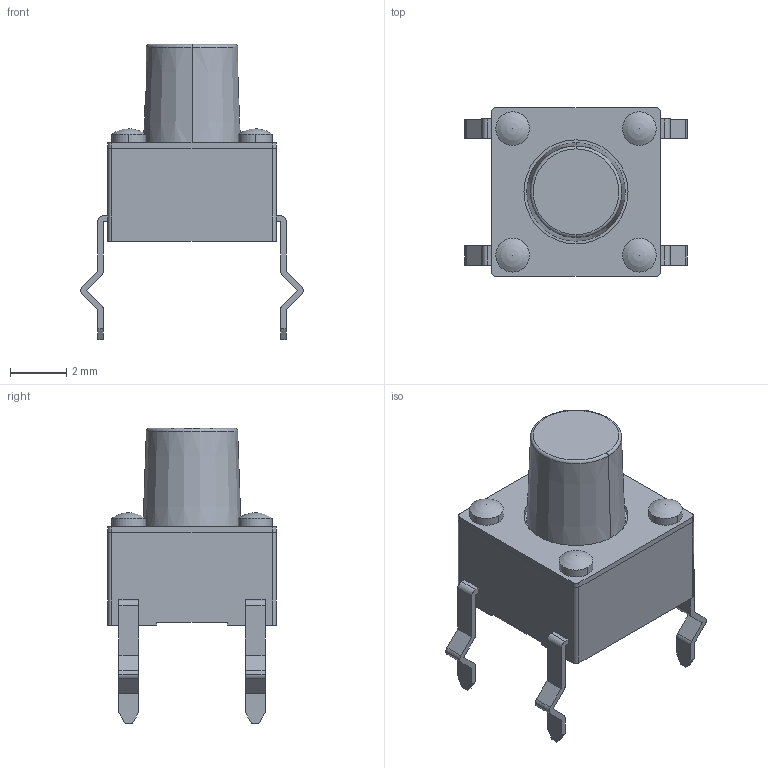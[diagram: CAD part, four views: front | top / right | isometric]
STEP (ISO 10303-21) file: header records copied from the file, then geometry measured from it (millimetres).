
FILE_DESCRIPTION(('FreeCAD Model'),'2;1');
FILE_NAME('Open CASCADE Shape Model','2025-02-12T14:20:32',( 'kicad StepUp'),('ksu MCAD'),'Open CASCADE STEP processor 7.6', 'FreeCAD','Unknown');
FILE_SCHEMA(('AUTOMOTIVE_DESIGN { 1 0 10303 214 1 1 1 1 }'));
Length unit declared in the file: millimetre
Products named in the file (1): CUI_DEVICES_TS02_66_70_BK_160_LCR_D006_cp007_cp001
Bounding box: 7.9 x 6 x 10.5 mm (x, y, z)
Volume: 159.8 mm3; surface area: 284 mm2
Topology: 6 solids, 6 shells, 135 faces, 364 edges, 242 vertices
Faces by surface type: plane 81, cylinder 46, sphere 4, cone 2, torus 2
Entity records: 5259 total; most frequent: CARTESIAN_POINT 754, DIRECTION 732, ORIENTED_EDGE 720, EDGE_CURVE 360, LINE 252, VECTOR 252, VERTEX_POINT 242, AXIS2_PLACEMENT_3D 240
